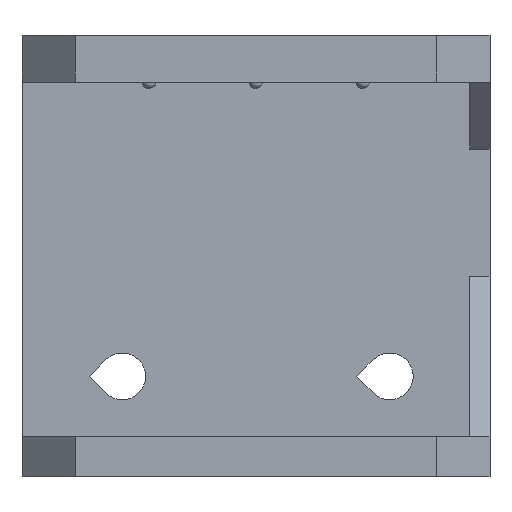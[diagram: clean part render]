
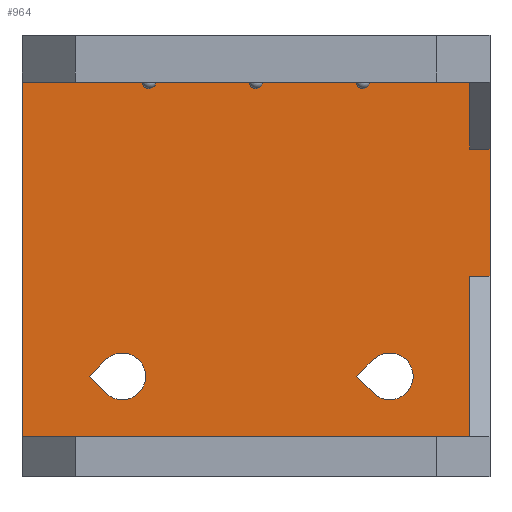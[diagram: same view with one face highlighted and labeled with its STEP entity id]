
A CAD part, front view. The second image highlights one B-rep face of the part: STEP entity #964.
In plain terms, the highlighted planar face has unit normal (0, -1, 0).
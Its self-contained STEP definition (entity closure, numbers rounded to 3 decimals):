
#25=FACE_BOUND('',#119,.T.);
#26=FACE_BOUND('',#120,.T.);
#40=CIRCLE('',#1030,1.75);
#41=CIRCLE('',#1031,1.75);
#67=FACE_OUTER_BOUND('',#118,.T.);
#118=EDGE_LOOP('',(#684,#685,#686,#687,#688,#689,#690,#691));
#119=EDGE_LOOP('',(#692,#693,#694));
#120=EDGE_LOOP('',(#695,#696,#697));
#191=LINE('',#1385,#310);
#192=LINE('',#1388,#311);
#195=LINE('',#1395,#314);
#198=LINE('',#1401,#317);
#200=LINE('',#1405,#319);
#208=LINE('',#1423,#327);
#209=LINE('',#1424,#328);
#210=LINE('',#1425,#329);
#211=LINE('',#1430,#330);
#212=LINE('',#1431,#331);
#213=LINE('',#1436,#332);
#214=LINE('',#1437,#333);
#310=VECTOR('',#1119,10.);
#311=VECTOR('',#1122,10.);
#314=VECTOR('',#1127,10.);
#317=VECTOR('',#1132,10.);
#319=VECTOR('',#1136,10.);
#327=VECTOR('',#1148,10.);
#328=VECTOR('',#1149,10.);
#329=VECTOR('',#1150,10.);
#330=VECTOR('',#1153,10.);
#331=VECTOR('',#1154,10.);
#332=VECTOR('',#1157,10.);
#333=VECTOR('',#1158,10.);
#422=VERTEX_POINT('',#1378);
#425=VERTEX_POINT('',#1383);
#426=VERTEX_POINT('',#1387);
#428=VERTEX_POINT('',#1392);
#429=VERTEX_POINT('',#1394);
#431=VERTEX_POINT('',#1400);
#432=VERTEX_POINT('',#1404);
#440=VERTEX_POINT('',#1422);
#441=VERTEX_POINT('',#1426);
#442=VERTEX_POINT('',#1427);
#443=VERTEX_POINT('',#1429);
#444=VERTEX_POINT('',#1432);
#445=VERTEX_POINT('',#1433);
#446=VERTEX_POINT('',#1435);
#521=EDGE_CURVE('',#422,#425,#191,.T.);
#522=EDGE_CURVE('',#425,#426,#192,.T.);
#525=EDGE_CURVE('',#429,#428,#195,.T.);
#528=EDGE_CURVE('',#431,#429,#198,.T.);
#530=EDGE_CURVE('',#432,#431,#200,.T.);
#539=EDGE_CURVE('',#440,#426,#208,.T.);
#540=EDGE_CURVE('',#432,#440,#209,.T.);
#541=EDGE_CURVE('',#422,#428,#210,.T.);
#542=EDGE_CURVE('',#441,#442,#40,.T.);
#543=EDGE_CURVE('',#442,#443,#211,.T.);
#544=EDGE_CURVE('',#443,#441,#212,.T.);
#545=EDGE_CURVE('',#444,#445,#41,.T.);
#546=EDGE_CURVE('',#445,#446,#213,.T.);
#547=EDGE_CURVE('',#446,#444,#214,.T.);
#684=ORIENTED_EDGE('',*,*,#522,.T.);
#685=ORIENTED_EDGE('',*,*,#539,.F.);
#686=ORIENTED_EDGE('',*,*,#540,.F.);
#687=ORIENTED_EDGE('',*,*,#530,.T.);
#688=ORIENTED_EDGE('',*,*,#528,.T.);
#689=ORIENTED_EDGE('',*,*,#525,.T.);
#690=ORIENTED_EDGE('',*,*,#541,.F.);
#691=ORIENTED_EDGE('',*,*,#521,.T.);
#692=ORIENTED_EDGE('',*,*,#542,.T.);
#693=ORIENTED_EDGE('',*,*,#543,.T.);
#694=ORIENTED_EDGE('',*,*,#544,.T.);
#695=ORIENTED_EDGE('',*,*,#545,.T.);
#696=ORIENTED_EDGE('',*,*,#546,.T.);
#697=ORIENTED_EDGE('',*,*,#547,.T.);
#923=PLANE('',#1029);
#964=ADVANCED_FACE('',(#67,#25,#26),#923,.T.);
#1029=AXIS2_PLACEMENT_3D('',#1421,#1146,#1147);
#1030=AXIS2_PLACEMENT_3D('',#1428,#1151,#1152);
#1031=AXIS2_PLACEMENT_3D('',#1434,#1155,#1156);
#1119=DIRECTION('',(-1.,0.,0.));
#1122=DIRECTION('',(0.,0.,1.));
#1127=DIRECTION('',(1.,0.,0.));
#1132=DIRECTION('',(0.,0.,1.));
#1136=DIRECTION('',(1.,0.,0.));
#1146=DIRECTION('center_axis',(0.,-1.,0.));
#1147=DIRECTION('ref_axis',(1.,0.,0.));
#1148=DIRECTION('',(1.,0.,0.));
#1149=DIRECTION('',(0.,0.,1.));
#1150=DIRECTION('',(0.,0.,-1.));
#1151=DIRECTION('center_axis',(0.,1.,0.));
#1152=DIRECTION('ref_axis',(1.,0.,0.));
#1153=DIRECTION('',(-0.707,0.,0.707));
#1154=DIRECTION('',(0.707,0.,0.707));
#1155=DIRECTION('center_axis',(0.,1.,0.));
#1156=DIRECTION('ref_axis',(1.,0.,0.));
#1157=DIRECTION('',(-0.707,0.,0.707));
#1158=DIRECTION('',(0.707,0.,0.707));
#1378=CARTESIAN_POINT('',(25.,30.5,24.5));
#1383=CARTESIAN_POINT('',(23.5,30.5,24.5));
#1385=CARTESIAN_POINT('',(12.5,30.5,24.5));
#1387=CARTESIAN_POINT('',(23.5,30.5,29.5));
#1388=CARTESIAN_POINT('',(23.5,30.5,21.));
#1392=CARTESIAN_POINT('',(25.,30.5,15.));
#1394=CARTESIAN_POINT('',(23.5,30.5,15.));
#1395=CARTESIAN_POINT('',(12.5,30.5,15.));
#1400=CARTESIAN_POINT('',(23.5,30.5,3.));
#1401=CARTESIAN_POINT('',(23.5,30.5,12.));
#1404=CARTESIAN_POINT('',(-10.,30.5,3.));
#1405=CARTESIAN_POINT('',(3.75,30.5,3.));
#1421=CARTESIAN_POINT('Origin',(0.,30.5,15.));
#1422=CARTESIAN_POINT('',(-10.,30.5,29.5));
#1423=CARTESIAN_POINT('',(3.75,30.5,29.5));
#1424=CARTESIAN_POINT('',(-10.,30.5,31.));
#1425=CARTESIAN_POINT('',(25.,30.5,24.75));
#1426=CARTESIAN_POINT('',(16.263,30.5,8.737));
#1427=CARTESIAN_POINT('',(16.263,30.5,6.263));
#1428=CARTESIAN_POINT('Origin',(17.5,30.5,7.5));
#1429=CARTESIAN_POINT('',(15.025,30.5,7.5));
#1430=CARTESIAN_POINT('',(10.013,30.5,12.513));
#1431=CARTESIAN_POINT('',(13.144,30.5,5.619));
#1432=CARTESIAN_POINT('',(-3.737,30.5,8.737));
#1433=CARTESIAN_POINT('',(-3.737,30.5,6.263));
#1434=CARTESIAN_POINT('Origin',(-2.5,30.5,7.5));
#1435=CARTESIAN_POINT('',(-4.975,30.5,7.5));
#1436=CARTESIAN_POINT('',(-4.987,30.5,7.513));
#1437=CARTESIAN_POINT('',(-1.856,30.5,10.619));
